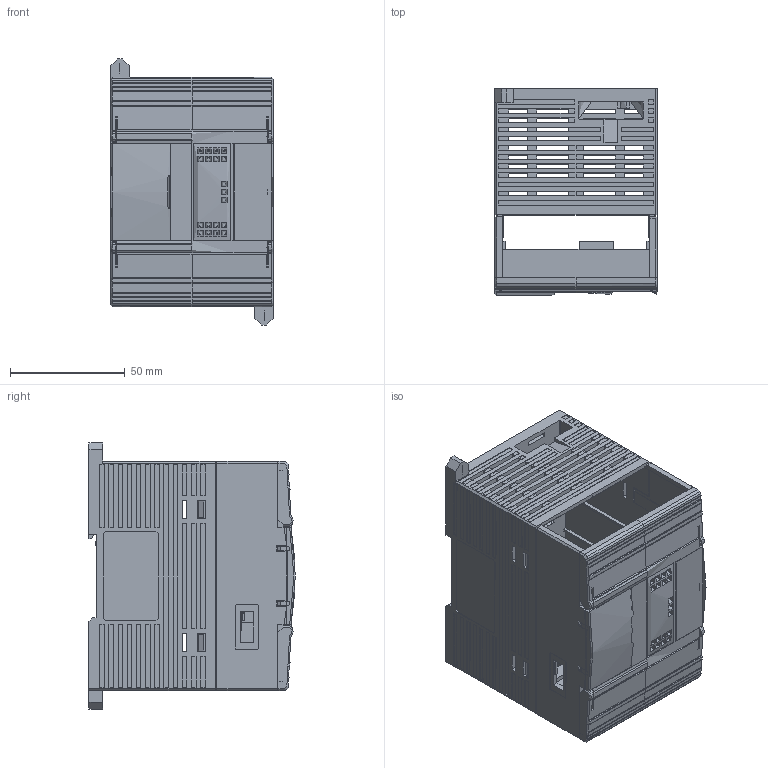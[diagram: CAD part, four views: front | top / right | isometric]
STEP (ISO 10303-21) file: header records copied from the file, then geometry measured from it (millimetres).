
FILE_DESCRIPTION(/* description */ (''),/* implementation_level */ '2;1');
FILE_NAME(/* name */ 'XD5-16',/* time_stamp */ '2020-10-13T12:22:14+08:00',/* author */ (''),/* organization */ (''),/* preprocessor_version */ 'ST-DEVELOPER v15',/* originating_system */ '',/* authorisation */ '');
FILE_SCHEMA (('AUTOMOTIVE_DESIGN'));
Length unit declared in the file: millimetre
Products named in the file (6): Document; (#77500) XD2-24-3_13_ASM9; (#76171) MANIFOLD_SOLID_BREP_7588623; (#76676) MANIFOLD_SOLID_BREP_763176; (#77469) MANIFOLD_SOLID_BREP_770658; 图块 03
Assembly tree (5 placements, depth 3):
  Document
    (#77500) XD2-24-3_13_ASM9
      (#76171) MANIFOLD_SOLID_BREP_7588623
      (#76676) MANIFOLD_SOLID_BREP_763176
      (#77469) MANIFOLD_SOLID_BREP_770658
    图块 03
Bounding box: 70.8 x 89.9 x 116 mm (x, y, z)
Volume: 4057.5 mm3
Topology: 4 solids, 8 shells, 2129 faces, 6206 edges, 4004 vertices
Faces by surface type: plane 1560, bspline 569
Entity records: 79828 total; most frequent: CARTESIAN_POINT 40076, ORIENTED_EDGE 12211, EDGE_CURVE 6211, B_SPLINE_CURVE_WITH_KNOTS 5359, VERTEX_POINT 4020, EDGE_LOOP 2396, ADVANCED_FACE 2128, FACE_OUTER_BOUND 2128
